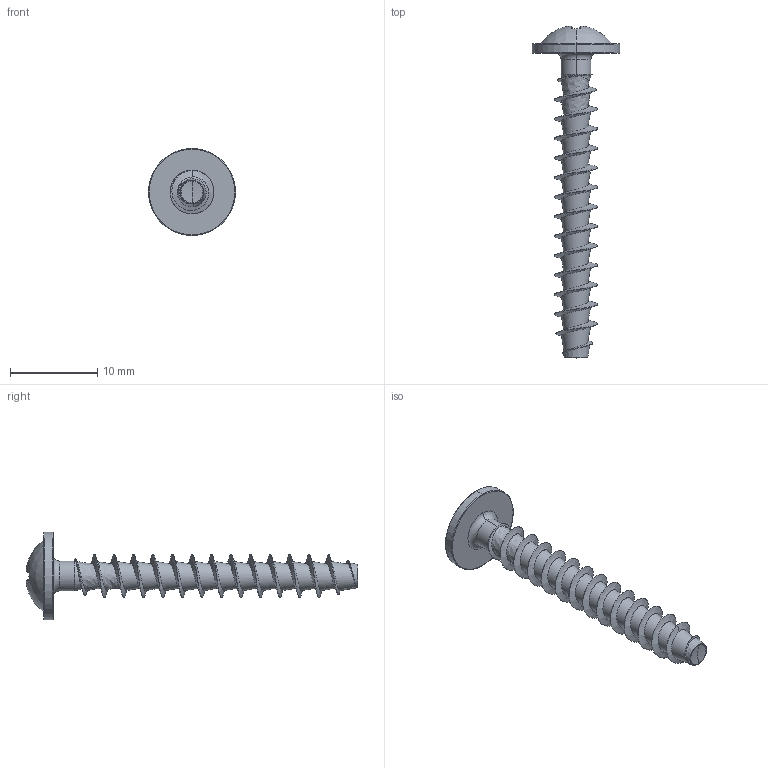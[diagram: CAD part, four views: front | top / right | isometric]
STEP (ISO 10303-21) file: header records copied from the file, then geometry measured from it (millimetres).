
FILE_DESCRIPTION (( 'STEP AP203' ), '1' );
FILE_NAME ('STP21A0500350.STEP', '2017-11-16T18:07:42', ( '' ), ( '' ), 'SwSTEP 2.0', 'SolidWorks 2015', '' );
FILE_SCHEMA (( 'CONFIG_CONTROL_DESIGN' ));
Length unit declared in the file: millimetre
Products named in the file (1): STP21A0500350
Bounding box: 10 x 38.11 x 10 mm (x, y, z)
Volume: 438.6 mm3; surface area: 838.2 mm2
Topology: 1 solids, 1 shells, 173 faces, 399 edges, 229 vertices
Faces by surface type: bspline 60, plane 31, torus 30, cylinder 25, sphere 20, cone 7
Entity records: 20346 total; most frequent: CARTESIAN_POINT 16792, ORIENTED_EDGE 794, DIRECTION 670, EDGE_CURVE 397, AXIS2_PLACEMENT_3D 305, VERTEX_POINT 229, CIRCLE 191, EDGE_LOOP 176
